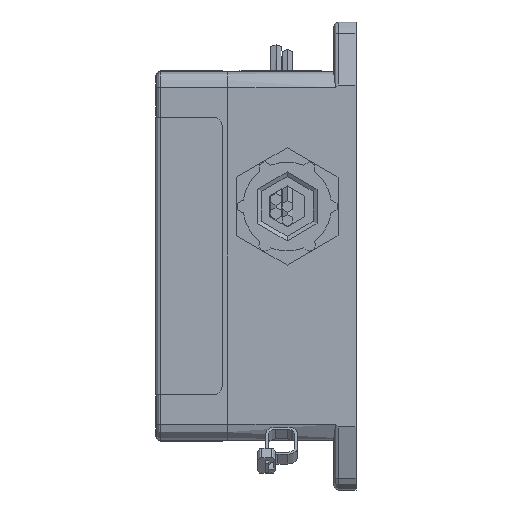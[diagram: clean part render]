
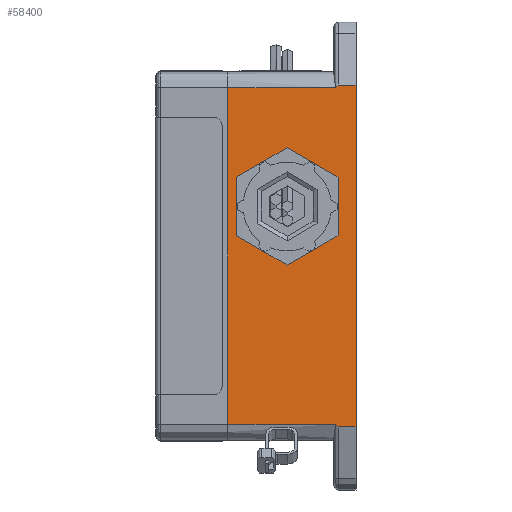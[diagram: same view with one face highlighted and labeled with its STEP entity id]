
A CAD part, left-side view. The second image highlights one B-rep face of the part: STEP entity #58400.
In plain terms, the highlighted planar face has unit normal (-1, 0, 0).
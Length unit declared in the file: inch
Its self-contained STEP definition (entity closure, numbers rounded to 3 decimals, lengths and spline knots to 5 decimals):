
#2364 = VECTOR ( 'NONE', #164208, 39.37008 ) ;
#8646 = CARTESIAN_POINT ( 'NONE',  ( -1.8, 0.219, 2.08625 ) ) ;
#12136 = EDGE_CURVE ( 'NONE', #162406, #129473, #25425, .T. ) ;
#13903 = ORIENTED_EDGE ( 'NONE', *, *, #129854, .F. ) ;
#14667 = VECTOR ( 'NONE', #57251, 39.37008 ) ;
#15105 = ORIENTED_EDGE ( 'NONE', *, *, #12136, .T. ) ;
#15999 = CARTESIAN_POINT ( 'NONE',  ( -1.8, 0.269, 2.855 ) ) ;
#20139 = CARTESIAN_POINT ( 'NONE',  ( -1.8, 0.219, 2.08625 ) ) ;
#25170 = CARTESIAN_POINT ( 'NONE',  ( -1.8, 0.84, 0.8925 ) ) ;
#25425 =( BOUNDED_CURVE ( )  B_SPLINE_CURVE ( 3, ( #52276, #160294, #68389, #235145 ),
 .UNSPECIFIED., .F., .F. ) 
 B_SPLINE_CURVE_WITH_KNOTS ( ( 4, 4 ),
 ( 5.6167, 6.28319 ),
 .UNSPECIFIED. ) 
 CURVE ( )  GEOMETRIC_REPRESENTATION_ITEM ( )  RATIONAL_B_SPLINE_CURVE ( ( 1., 0.963, 0.963, 1. ) ) 
 REPRESENTATION_ITEM ( '' )  );
#27429 = DIRECTION ( 'NONE',  ( 0., 1., 0. ) ) ;
#27994 = CARTESIAN_POINT ( 'NONE',  ( -1.8, 0.23032, 2.08625 ) ) ;
#32038 = CARTESIAN_POINT ( 'NONE',  ( -1.8, 0.219, -2.08625 ) ) ;
#32973 = AXIS2_PLACEMENT_3D ( 'NONE', #140494, #182548, #139704 ) ;
#39659 = FACE_OUTER_BOUND ( 'NONE', #46580, .T. ) ;
#42018 = CARTESIAN_POINT ( 'NONE',  ( -1.8, 1.5645, -2.05 ) ) ;
#43253 = CARTESIAN_POINT ( 'NONE',  ( -1.8, 0.24991, -2.05 ) ) ;
#46495 = VERTEX_POINT ( 'NONE', #51089 ) ;
#46520 = CARTESIAN_POINT ( 'NONE',  ( -1.8, 0.24101, 2.07371 ) ) ;
#46580 = EDGE_LOOP ( 'NONE', ( #187353, #102569, #51520, #175848, #15105, #172018, #221363, #129379 ) ) ;
#47677 = ORIENTED_EDGE ( 'NONE', *, *, #177421, .F. ) ;
#51089 = CARTESIAN_POINT ( 'NONE',  ( -1.8, 0.24991, 2.05 ) ) ;
#51520 = ORIENTED_EDGE ( 'NONE', *, *, #57552, .F. ) ;
#52276 = CARTESIAN_POINT ( 'NONE',  ( -1.8, 0.24991, -2.05 ) ) ;
#54137 = CIRCLE ( 'NONE', #32973, 0.2875 ) ;
#54834 = VERTEX_POINT ( 'NONE', #25170 ) ;
#57251 = DIRECTION ( 'NONE',  ( 0., 1., 0. ) ) ;
#57552 = EDGE_CURVE ( 'NONE', #62111, #89362, #111905, .T. ) ;
#58400 = ADVANCED_FACE ( 'NONE', ( #221332, #39659 ), #126255, .F. ) ;
#60903 = DIRECTION ( 'NONE',  ( 0., 0., 1. ) ) ;
#60972 = CARTESIAN_POINT ( 'NONE',  ( -1.8, 0.84, 0.3175 ) ) ;
#62111 = VERTEX_POINT ( 'NONE', #42018 ) ;
#65593 = VERTEX_POINT ( 'NONE', #60972 ) ;
#68389 = CARTESIAN_POINT ( 'NONE',  ( -1.8, 0.23032, -2.08625 ) ) ;
#72702 = EDGE_CURVE ( 'NONE', #46495, #89362, #101057, .T. ) ;
#75078 = CARTESIAN_POINT ( 'NONE',  ( -1.8, 0., 2.855 ) ) ;
#76663 = DIRECTION ( 'NONE',  ( 0., 0., 1. ) ) ;
#77816 = CARTESIAN_POINT ( 'NONE',  ( -1.8, 0.84, 0.605 ) ) ;
#79926 = VERTEX_POINT ( 'NONE', #20139 ) ;
#82304 = LINE ( 'NONE', #82311, #99631 ) ;
#82311 = CARTESIAN_POINT ( 'NONE',  ( -1.8, 0., -2.08625 ) ) ;
#89362 = VERTEX_POINT ( 'NONE', #115825 ) ;
#99631 = VECTOR ( 'NONE', #157284, 39.37008 ) ;
#101057 = LINE ( 'NONE', #148300, #14667 ) ;
#102569 = ORIENTED_EDGE ( 'NONE', *, *, #72702, .T. ) ;
#109229 = CARTESIAN_POINT ( 'NONE',  ( -1.8, 0., -2.08625 ) ) ;
#110162 = CARTESIAN_POINT ( 'NONE',  ( -1.8, 0.269, -2.05 ) ) ;
#111905 = LINE ( 'NONE', #145641, #2364 ) ;
#115825 = CARTESIAN_POINT ( 'NONE',  ( -1.8, 1.5645, 2.05 ) ) ;
#119146 = CARTESIAN_POINT ( 'NONE',  ( -1.8, 0., 2.08625 ) ) ;
#121322 = CARTESIAN_POINT ( 'NONE',  ( -1.8, 0.24991, 2.05 ) ) ;
#125074 = VERTEX_POINT ( 'NONE', #109229 ) ;
#126255 = PLANE ( 'NONE',  #142227 ) ;
#129379 = ORIENTED_EDGE ( 'NONE', *, *, #175997, .T. ) ;
#129473 = VERTEX_POINT ( 'NONE', #32038 ) ;
#129854 = EDGE_CURVE ( 'NONE', #54834, #65593, #54137, .T. ) ;
#139458 = EDGE_CURVE ( 'NONE', #125074, #177064, #188099, .T. ) ;
#139704 = DIRECTION ( 'NONE',  ( 0., 0., 1. ) ) ;
#140494 = CARTESIAN_POINT ( 'NONE',  ( -1.8, 0.84, 0.605 ) ) ;
#142227 = AXIS2_PLACEMENT_3D ( 'NONE', #15999, #182063, #237450 ) ;
#145641 = CARTESIAN_POINT ( 'NONE',  ( -1.8, 1.5645, 2.25 ) ) ;
#147010 =( BOUNDED_CURVE ( )  B_SPLINE_CURVE ( 3, ( #8646, #27994, #46520, #121322 ),
 .UNSPECIFIED., .F., .F. ) 
 B_SPLINE_CURVE_WITH_KNOTS ( ( 4, 4 ),
 ( 3.14159, 3.80808 ),
 .UNSPECIFIED. ) 
 CURVE ( )  GEOMETRIC_REPRESENTATION_ITEM ( )  RATIONAL_B_SPLINE_CURVE ( ( 1., 0.963, 0.963, 1. ) ) 
 REPRESENTATION_ITEM ( '' )  );
#148300 = CARTESIAN_POINT ( 'NONE',  ( -1.8, 0.269, 2.05 ) ) ;
#151014 = EDGE_LOOP ( 'NONE', ( #13903, #47677 ) ) ;
#156306 = VECTOR ( 'NONE', #76663, 39.37008 ) ;
#157284 = DIRECTION ( 'NONE',  ( 0., 1., 0. ) ) ;
#157375 = EDGE_CURVE ( 'NONE', #125074, #129473, #82304, .T. ) ;
#158132 = EDGE_CURVE ( 'NONE', #62111, #162406, #208800, .T. ) ;
#160294 = CARTESIAN_POINT ( 'NONE',  ( -1.8, 0.24101, -2.07371 ) ) ;
#161273 = CARTESIAN_POINT ( 'NONE',  ( -1.8, 0., 2.08625 ) ) ;
#162406 = VERTEX_POINT ( 'NONE', #43253 ) ;
#162665 = DIRECTION ( 'NONE',  ( 0., -1., 0. ) ) ;
#164208 = DIRECTION ( 'NONE',  ( 0., 0., 1. ) ) ;
#169716 = DIRECTION ( 'NONE',  ( -1., 0., 0. ) ) ;
#171318 = CIRCLE ( 'NONE', #181747, 0.2875 ) ;
#172018 = ORIENTED_EDGE ( 'NONE', *, *, #157375, .F. ) ;
#175848 = ORIENTED_EDGE ( 'NONE', *, *, #158132, .T. ) ;
#175997 = EDGE_CURVE ( 'NONE', #177064, #79926, #224917, .T. ) ;
#176087 = VECTOR ( 'NONE', #27429, 39.37008 ) ;
#177064 = VERTEX_POINT ( 'NONE', #161273 ) ;
#177421 = EDGE_CURVE ( 'NONE', #65593, #54834, #171318, .T. ) ;
#181747 = AXIS2_PLACEMENT_3D ( 'NONE', #77816, #169716, #60903 ) ;
#182063 = DIRECTION ( 'NONE',  ( 1., 0., 0. ) ) ;
#182548 = DIRECTION ( 'NONE',  ( -1., 0., 0. ) ) ;
#187353 = ORIENTED_EDGE ( 'NONE', *, *, #204392, .T. ) ;
#188099 = LINE ( 'NONE', #75078, #156306 ) ;
#204392 = EDGE_CURVE ( 'NONE', #79926, #46495, #147010, .T. ) ;
#208800 = LINE ( 'NONE', #110162, #234670 ) ;
#221332 = FACE_BOUND ( 'NONE', #151014, .T. ) ;
#221363 = ORIENTED_EDGE ( 'NONE', *, *, #139458, .T. ) ;
#224917 = LINE ( 'NONE', #119146, #176087 ) ;
#234670 = VECTOR ( 'NONE', #162665, 39.37008 ) ;
#235145 = CARTESIAN_POINT ( 'NONE',  ( -1.8, 0.219, -2.08625 ) ) ;
#237450 = DIRECTION ( 'NONE',  ( 0., 0., -1. ) ) ;
